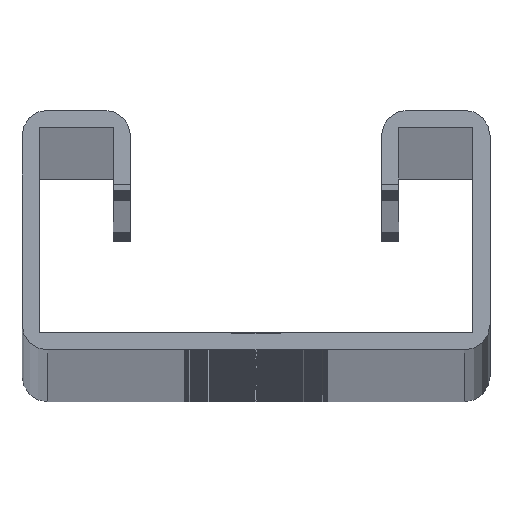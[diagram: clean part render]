
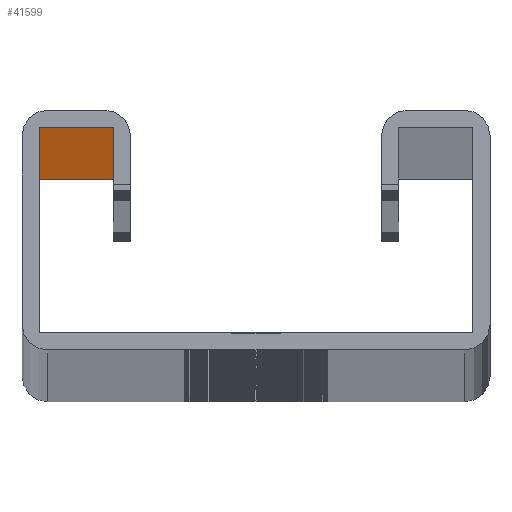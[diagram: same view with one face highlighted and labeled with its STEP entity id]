
A CAD part, top view. The second image highlights one B-rep face of the part: STEP entity #41599.
In plain terms, the highlighted planar face has unit normal (0, -1, 0).
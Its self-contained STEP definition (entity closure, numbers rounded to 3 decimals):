
#579 = CARTESIAN_POINT ( 'NONE',  ( -19., 19.5, -2600. ) ) ;
#1527 = PLANE ( 'NONE',  #12582 ) ;
#2149 = VECTOR ( 'NONE', #30515, 1000. ) ;
#6081 = DIRECTION ( 'NONE',  ( 0., 0., -1. ) ) ;
#8742 = ORIENTED_EDGE ( 'NONE', *, *, #26345, .F. ) ;
#10858 = DIRECTION ( 'NONE',  ( 1., 0., 0. ) ) ;
#11627 = LINE ( 'NONE', #59511, #35866 ) ;
#12582 = AXIS2_PLACEMENT_3D ( 'NONE', #34978, #58321, #6081 ) ;
#14721 = ORIENTED_EDGE ( 'NONE', *, *, #17169, .F. ) ;
#15183 = EDGE_CURVE ( 'NONE', #47122, #19632, #11627, .T. ) ;
#15294 = CARTESIAN_POINT ( 'NONE',  ( -12.5, 19.5, 0. ) ) ;
#16370 = ORIENTED_EDGE ( 'NONE', *, *, #15183, .T. ) ;
#17169 = EDGE_CURVE ( 'NONE', #32910, #27137, #52070, .T. ) ;
#18203 = ORIENTED_EDGE ( 'NONE', *, *, #47957, .T. ) ;
#19632 = VERTEX_POINT ( 'NONE', #579 ) ;
#19828 = FACE_OUTER_BOUND ( 'NONE', #58680, .T. ) ;
#21864 = CARTESIAN_POINT ( 'NONE',  ( -12.5, 19.5, -1300. ) ) ;
#26345 = EDGE_CURVE ( 'NONE', #47122, #32910, #52502, .T. ) ;
#26531 = DIRECTION ( 'NONE',  ( 0., 0., -1. ) ) ;
#27137 = VERTEX_POINT ( 'NONE', #45660 ) ;
#30515 = DIRECTION ( 'NONE',  ( 0., 0., -1. ) ) ;
#32910 = VERTEX_POINT ( 'NONE', #15294 ) ;
#33408 = CARTESIAN_POINT ( 'NONE',  ( 0., 19.5, 0. ) ) ;
#33432 = VECTOR ( 'NONE', #10858, 1000. ) ;
#34745 = CARTESIAN_POINT ( 'NONE',  ( -20.5, 19.5, -2600. ) ) ;
#34978 = CARTESIAN_POINT ( 'NONE',  ( -20.5, 19.5, -1300. ) ) ;
#35866 = VECTOR ( 'NONE', #26531, 1000. ) ;
#38859 = VECTOR ( 'NONE', #49128, 1000. ) ;
#41599 = ADVANCED_FACE ( 'NONE', ( #19828 ), #1527, .T. ) ;
#42240 = CARTESIAN_POINT ( 'NONE',  ( -19., 19.5, 0. ) ) ;
#45660 = CARTESIAN_POINT ( 'NONE',  ( -12.5, 19.5, -2600. ) ) ;
#47122 = VERTEX_POINT ( 'NONE', #42240 ) ;
#47957 = EDGE_CURVE ( 'NONE', #19632, #27137, #51315, .T. ) ;
#49128 = DIRECTION ( 'NONE',  ( 1., 0., 0. ) ) ;
#51315 = LINE ( 'NONE', #34745, #38859 ) ;
#52070 = LINE ( 'NONE', #21864, #2149 ) ;
#52502 = LINE ( 'NONE', #33408, #33432 ) ;
#58321 = DIRECTION ( 'NONE',  ( 0., -1., 0. ) ) ;
#58680 = EDGE_LOOP ( 'NONE', ( #8742, #16370, #18203, #14721 ) ) ;
#59511 = CARTESIAN_POINT ( 'NONE',  ( -19., 19.5, -1300. ) ) ;
